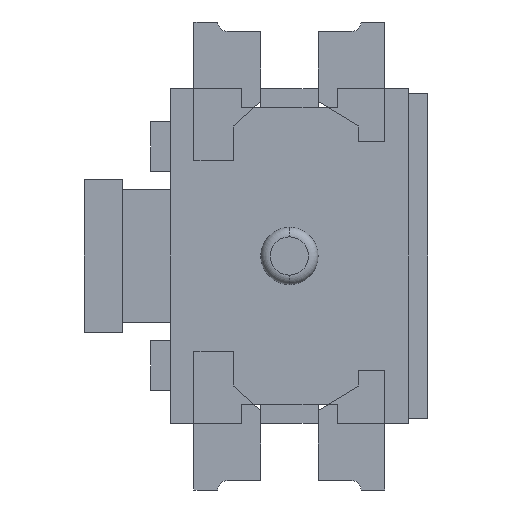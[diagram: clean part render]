
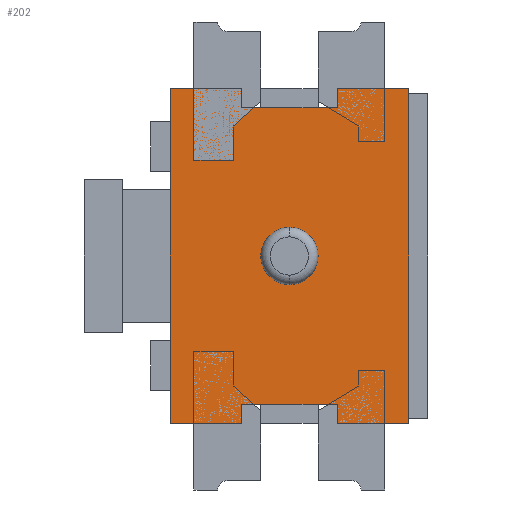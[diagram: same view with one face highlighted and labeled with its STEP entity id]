
A CAD part, front view. The second image highlights one B-rep face of the part: STEP entity #202.
In plain terms, the highlighted planar face has unit normal (0, -1, 0).
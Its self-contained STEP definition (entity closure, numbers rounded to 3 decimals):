
#202=ADVANCED_FACE('NONE',(#733,#734),#735,.F.);
#733=FACE_OUTER_BOUND('',#1561,.T.);
#734=FACE_BOUND('',#1562,.T.);
#735=PLANE('',#1563);
#1561=EDGE_LOOP('',(#5933,#5934,#5935,#5936,#5937,#5938,#5939,#5940,#5941,#5942,#5943,#5944));
#1562=EDGE_LOOP('',(#5945,#5946));
#1563=AXIS2_PLACEMENT_3D('',#5947,#5948,#5949);
#5933=ORIENTED_EDGE('',*,*,#8424,.F.);
#5934=ORIENTED_EDGE('',*,*,#8430,.T.);
#5935=ORIENTED_EDGE('',*,*,#8431,.T.);
#5936=ORIENTED_EDGE('',*,*,#8432,.T.);
#5937=ORIENTED_EDGE('',*,*,#8433,.F.);
#5938=ORIENTED_EDGE('',*,*,#8434,.F.);
#5939=ORIENTED_EDGE('',*,*,#8428,.T.);
#5940=ORIENTED_EDGE('',*,*,#8435,.T.);
#5941=ORIENTED_EDGE('',*,*,#8436,.T.);
#5942=ORIENTED_EDGE('',*,*,#8437,.T.);
#5943=ORIENTED_EDGE('',*,*,#8218,.T.);
#5944=ORIENTED_EDGE('',*,*,#8438,.T.);
#5945=ORIENTED_EDGE('',*,*,#8439,.F.);
#5946=ORIENTED_EDGE('',*,*,#8216,.F.);
#5947=CARTESIAN_POINT('',(1.25,-1.3,-1.75));
#5948=DIRECTION('',(0.0,1.0,0.));
#5949=DIRECTION('',(0.0,0.,-1.0));
#8216=EDGE_CURVE('NONE',#9458,#9460,#9461,.T.);
#8218=EDGE_CURVE('NONE',#9463,#9464,#9465,.T.);
#8424=EDGE_CURVE('NONE',#9871,#9873,#9874,.T.);
#8428=EDGE_CURVE('NONE',#9881,#9879,#9882,.T.);
#8430=EDGE_CURVE('NONE',#9871,#9884,#9885,.T.);
#8431=EDGE_CURVE('NONE',#9884,#9886,#9887,.T.);
#8432=EDGE_CURVE('NONE',#9886,#9888,#9889,.T.);
#8433=EDGE_CURVE('NONE',#9890,#9888,#9891,.T.);
#8434=EDGE_CURVE('NONE',#9881,#9890,#9892,.T.);
#8435=EDGE_CURVE('NONE',#9879,#9893,#9894,.T.);
#8436=EDGE_CURVE('NONE',#9893,#9895,#9896,.T.);
#8437=EDGE_CURVE('NONE',#9895,#9463,#9897,.T.);
#8438=EDGE_CURVE('NONE',#9464,#9873,#9898,.T.);
#8439=EDGE_CURVE('NONE',#9460,#9458,#9899,.T.);
#9458=VERTEX_POINT('NONE',#11431);
#9460=VERTEX_POINT('NONE',#11434);
#9461=CIRCLE('',#11435,0.3);
#9463=VERTEX_POINT('NONE',#11438);
#9464=VERTEX_POINT('NONE',#11439);
#9465=LINE('',#11440,#11441);
#9871=VERTEX_POINT('NONE',#13114);
#9873=VERTEX_POINT('NONE',#13117);
#9874=LINE('',#13118,#13119);
#9879=VERTEX_POINT('NONE',#13126);
#9881=VERTEX_POINT('NONE',#13129);
#9882=LINE('',#13130,#13131);
#9884=VERTEX_POINT('NONE',#13134);
#9885=LINE('',#13135,#13136);
#9886=VERTEX_POINT('NONE',#13137);
#9887=LINE('',#13138,#13139);
#9888=VERTEX_POINT('NONE',#13140);
#9889=LINE('',#13141,#13142);
#9890=VERTEX_POINT('NONE',#13143);
#9891=LINE('',#13144,#13145);
#9892=LINE('',#13146,#13147);
#9893=VERTEX_POINT('NONE',#13148);
#9894=LINE('',#13149,#13150);
#9895=VERTEX_POINT('NONE',#13151);
#9896=LINE('',#13152,#13153);
#9897=LINE('',#13154,#13155);
#9898=LINE('',#13156,#13157);
#9899=CIRCLE('',#13158,0.3);
#11431=CARTESIAN_POINT('',(0.,-1.3,-0.3));
#11434=CARTESIAN_POINT('',(0.0,-1.3,0.3));
#11435=AXIS2_PLACEMENT_3D('',#16368,#16369,#16370);
#11438=CARTESIAN_POINT('',(-0.5,-1.3,1.75));
#11439=CARTESIAN_POINT('',(-1.25,-1.3,1.75));
#11440=CARTESIAN_POINT('',(1.25,-1.3,1.75));
#11441=VECTOR('',#16372,1000.0);
#13114=CARTESIAN_POINT('',(-0.5,-1.3,-1.75));
#13117=CARTESIAN_POINT('',(-1.25,-1.3,-1.75));
#13118=CARTESIAN_POINT('',(1.25,-1.3,-1.75));
#13119=VECTOR('',#16516,1000.0);
#13126=CARTESIAN_POINT('',(0.5,-1.3,1.75));
#13129=CARTESIAN_POINT('',(1.25,-1.3,1.75));
#13130=CARTESIAN_POINT('',(1.25,-1.3,1.75));
#13131=VECTOR('',#16520,1000.0);
#13134=CARTESIAN_POINT('',(-0.5,-1.3,-1.55));
#13135=CARTESIAN_POINT('',(-0.5,-1.3,-1.75));
#13136=VECTOR('',#16522,1000.0);
#13137=CARTESIAN_POINT('',(0.5,-1.3,-1.55));
#13138=CARTESIAN_POINT('',(-0.5,-1.3,-1.55));
#13139=VECTOR('',#16523,1000.0);
#13140=CARTESIAN_POINT('',(0.5,-1.3,-1.75));
#13141=CARTESIAN_POINT('',(0.5,-1.3,-1.75));
#13142=VECTOR('',#16524,1000.0);
#13143=CARTESIAN_POINT('',(1.25,-1.3,-1.75));
#13144=CARTESIAN_POINT('',(1.25,-1.3,-1.75));
#13145=VECTOR('',#16525,1000.0);
#13146=CARTESIAN_POINT('',(1.25,-1.3,-1.75));
#13147=VECTOR('',#16526,1000.0);
#13148=CARTESIAN_POINT('',(0.5,-1.3,1.55));
#13149=CARTESIAN_POINT('',(0.5,-1.3,1.55));
#13150=VECTOR('',#16527,1000.0);
#13151=CARTESIAN_POINT('',(-0.5,-1.3,1.55));
#13152=CARTESIAN_POINT('',(-0.5,-1.3,1.55));
#13153=VECTOR('',#16528,1000.0);
#13154=CARTESIAN_POINT('',(-0.5,-1.3,1.55));
#13155=VECTOR('',#16529,1000.0);
#13156=CARTESIAN_POINT('',(-1.25,-1.3,-1.75));
#13157=VECTOR('',#16530,1000.0);
#13158=AXIS2_PLACEMENT_3D('',#16531,#16532,#16533);
#16368=CARTESIAN_POINT('',(0.0,-1.3,0.));
#16369=DIRECTION('',(0.0,-1.0,0.0));
#16370=DIRECTION('',(0.0,0.0,1.0));
#16372=DIRECTION('',(-1.0,-0.0,-0.0));
#16516=DIRECTION('',(-1.0,-0.0,-0.0));
#16520=DIRECTION('',(-1.0,-0.0,-0.0));
#16522=DIRECTION('',(0.0,0.,1.0));
#16523=DIRECTION('',(1.0,0.0,0.0));
#16524=DIRECTION('',(-0.0,0.,-1.0));
#16525=DIRECTION('',(-1.0,-0.0,-0.0));
#16526=DIRECTION('',(-0.0,0.,-1.0));
#16527=DIRECTION('',(-0.0,0.,-1.0));
#16528=DIRECTION('',(-1.0,-0.0,-0.0));
#16529=DIRECTION('',(0.0,0.,1.0));
#16530=DIRECTION('',(-0.0,0.,-1.0));
#16531=CARTESIAN_POINT('',(0.0,-1.3,0.));
#16532=DIRECTION('',(0.0,-1.0,0.0));
#16533=DIRECTION('',(0.0,0.0,1.0));
